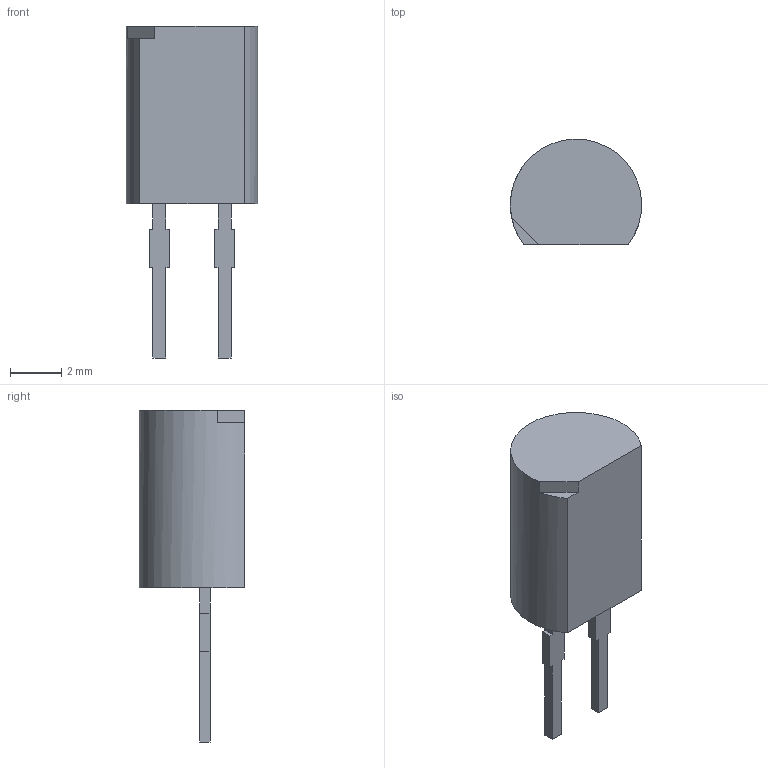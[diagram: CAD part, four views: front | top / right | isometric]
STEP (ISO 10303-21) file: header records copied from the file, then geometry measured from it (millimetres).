
FILE_DESCRIPTION(('FreeCAD Model'),'2;1');
FILE_NAME( 'Osram_SFH205.step', '2018-01-27T22:19:53',('kicad StepUp'),('ksu MCAD'), 'Open CASCADE STEP processor 6.8','FreeCAD','Unknown');
FILE_SCHEMA(('AUTOMOTIVE_DESIGN_CC2 { 1 2 10303 214 -1 1 5 4 }'));
Length unit declared in the file: millimetre
Products named in the file (1): Osram_SFH205
Bounding box: 5.1 x 4.1 x 12.9 mm (x, y, z)
Volume: 124 mm3; surface area: 165.2 mm2
Topology: 1 solids, 1 shells, 32 faces, 84 edges, 56 vertices
Faces by surface type: plane 31, cylinder 1
Entity records: 670 total; most frequent: ORIENTED_EDGE 133, EDGE_CURVE 84, LINE 81, CARTESIAN_POINT 61, VERTEX_POINT 56, AXIS2_PLACEMENT_3D 36, FACE_BOUND 34, EDGE_LOOP 34
